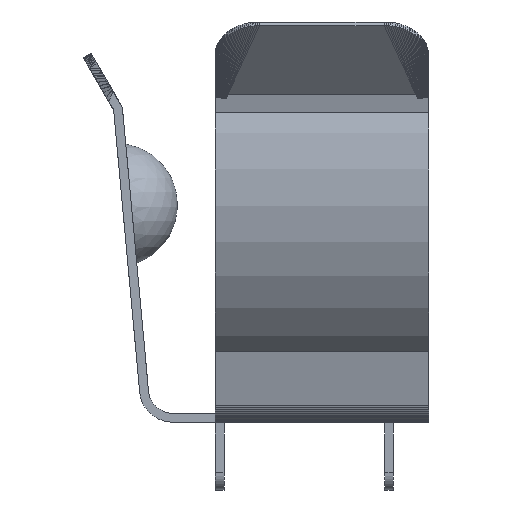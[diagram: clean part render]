
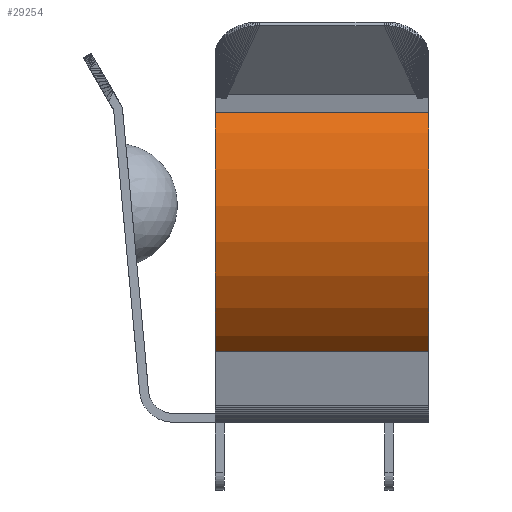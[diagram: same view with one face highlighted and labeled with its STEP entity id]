
A CAD part, left-side view. The second image highlights one B-rep face of the part: STEP entity #29254.
In plain terms, the highlighted cylindrical face has radius 9.55 mm (diameter 19.1 mm), a partial arc.
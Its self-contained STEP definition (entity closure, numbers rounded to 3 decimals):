
#29254 = ADVANCED_FACE('',(#29255),#29270,.T.);
#29255 = FACE_BOUND('',#29256,.T.);
#29256 = EDGE_LOOP('',(#29257,#29293,#29319,#29348));
#29257 = ORIENTED_EDGE('',*,*,#29258,.F.);
#29258 = EDGE_CURVE('',#29259,#29261,#29263,.T.);
#29259 = VERTEX_POINT('',#29260);
#29260 = CARTESIAN_POINT('',(-8.651,-1.78,14.546));
#29261 = VERTEX_POINT('',#29262);
#29262 = CARTESIAN_POINT('',(-5.626,-1.78,2.783));
#29263 = SURFACE_CURVE('',#29264,(#29269,#29281),.PCURVE_S1.);
#29264 = CIRCLE('',#29265,9.55);
#29265 = AXIS2_PLACEMENT_3D('',#29266,#29267,#29268);
#29266 = CARTESIAN_POINT('',(0.,-1.78,10.5));
#29267 = DIRECTION('',(0.,-1.,0.));
#29268 = DIRECTION('',(1.,0.,0.));
#29269 = PCURVE('',#29270,#29275);
#29270 = CYLINDRICAL_SURFACE('',#29271,9.55);
#29271 = AXIS2_PLACEMENT_3D('',#29272,#29273,#29274);
#29272 = CARTESIAN_POINT('',(0.,7.82,10.5));
#29273 = DIRECTION('',(0.,-1.,0.));
#29274 = DIRECTION('',(1.,0.,0.));
#29275 = DEFINITIONAL_REPRESENTATION('',(#29276),#29280);
#29276 = LINE('',#29277,#29278);
#29277 = CARTESIAN_POINT('',(0.,9.6));
#29278 = VECTOR('',#29279,1.);
#29279 = DIRECTION('',(1.,0.));
#29280 = ( GEOMETRIC_REPRESENTATION_CONTEXT(2) 
PARAMETRIC_REPRESENTATION_CONTEXT() REPRESENTATION_CONTEXT('2D SPACE',''
  ) );
#29281 = PCURVE('',#29282,#29287);
#29282 = PLANE('',#29283);
#29283 = AXIS2_PLACEMENT_3D('',#29284,#29285,#29286);
#29284 = CARTESIAN_POINT('',(0.,-1.78,10.5));
#29285 = DIRECTION('',(0.,-1.,0.));
#29286 = DIRECTION('',(1.,0.,0.));
#29287 = DEFINITIONAL_REPRESENTATION('',(#29288),#29292);
#29288 = CIRCLE('',#29289,9.55);
#29289 = AXIS2_PLACEMENT_2D('',#29290,#29291);
#29290 = CARTESIAN_POINT('',(0.,0.));
#29291 = DIRECTION('',(1.,0.));
#29292 = ( GEOMETRIC_REPRESENTATION_CONTEXT(2) 
PARAMETRIC_REPRESENTATION_CONTEXT() REPRESENTATION_CONTEXT('2D SPACE',''
  ) );
#29293 = ORIENTED_EDGE('',*,*,#29294,.F.);
#29294 = EDGE_CURVE('',#29295,#29259,#29297,.T.);
#29295 = VERTEX_POINT('',#29296);
#29296 = CARTESIAN_POINT('',(-8.651,7.82,14.546));
#29297 = SURFACE_CURVE('',#29298,(#29302,#29308),.PCURVE_S1.);
#29298 = LINE('',#29299,#29300);
#29299 = CARTESIAN_POINT('',(-8.651,7.82,14.546));
#29300 = VECTOR('',#29301,1.);
#29301 = DIRECTION('',(0.,-1.,0.));
#29302 = PCURVE('',#29270,#29303);
#29303 = DEFINITIONAL_REPRESENTATION('',(#29304),#29307);
#29304 = B_SPLINE_CURVE_WITH_KNOTS('',1,(#29305,#29306),.UNSPECIFIED.,
  .F.,.F.,(2,2),(0.,9.6),
  .PIECEWISE_BEZIER_KNOTS.);
#29305 = CARTESIAN_POINT('',(2.704,0.));
#29306 = CARTESIAN_POINT('',(2.704,9.6));
#29307 = ( GEOMETRIC_REPRESENTATION_CONTEXT(2) 
PARAMETRIC_REPRESENTATION_CONTEXT() REPRESENTATION_CONTEXT('2D SPACE',''
  ) );
#29308 = PCURVE('',#29309,#29314);
#29309 = PLANE('',#29310);
#29310 = AXIS2_PLACEMENT_3D('',#29311,#29312,#29313);
#29311 = CARTESIAN_POINT('',(-6.917,3.02,7.805));
#29312 = DIRECTION('',(-0.968,-0.,-0.249));
#29313 = DIRECTION('',(0.249,0.,-0.968));
#29314 = DEFINITIONAL_REPRESENTATION('',(#29315),#29318);
#29315 = B_SPLINE_CURVE_WITH_KNOTS('',1,(#29316,#29317),.UNSPECIFIED.,
  .F.,.F.,(2,2),(0.,9.6),
  .PIECEWISE_BEZIER_KNOTS.);
#29316 = CARTESIAN_POINT('',(-6.96,-4.8));
#29317 = CARTESIAN_POINT('',(-6.96,4.8));
#29318 = ( GEOMETRIC_REPRESENTATION_CONTEXT(2) 
PARAMETRIC_REPRESENTATION_CONTEXT() REPRESENTATION_CONTEXT('2D SPACE',''
  ) );
#29319 = ORIENTED_EDGE('',*,*,#29320,.T.);
#29320 = EDGE_CURVE('',#29295,#29321,#29323,.T.);
#29321 = VERTEX_POINT('',#29322);
#29322 = CARTESIAN_POINT('',(-5.626,7.82,2.783));
#29323 = SURFACE_CURVE('',#29324,(#29329,#29336),.PCURVE_S1.);
#29324 = CIRCLE('',#29325,9.55);
#29325 = AXIS2_PLACEMENT_3D('',#29326,#29327,#29328);
#29326 = CARTESIAN_POINT('',(0.,7.82,10.5));
#29327 = DIRECTION('',(0.,-1.,0.));
#29328 = DIRECTION('',(1.,0.,0.));
#29329 = PCURVE('',#29270,#29330);
#29330 = DEFINITIONAL_REPRESENTATION('',(#29331),#29335);
#29331 = LINE('',#29332,#29333);
#29332 = CARTESIAN_POINT('',(0.,0.));
#29333 = VECTOR('',#29334,1.);
#29334 = DIRECTION('',(1.,0.));
#29335 = ( GEOMETRIC_REPRESENTATION_CONTEXT(2) 
PARAMETRIC_REPRESENTATION_CONTEXT() REPRESENTATION_CONTEXT('2D SPACE',''
  ) );
#29336 = PCURVE('',#29337,#29342);
#29337 = PLANE('',#29338);
#29338 = AXIS2_PLACEMENT_3D('',#29339,#29340,#29341);
#29339 = CARTESIAN_POINT('',(0.,7.82,10.5));
#29340 = DIRECTION('',(0.,-1.,0.));
#29341 = DIRECTION('',(1.,0.,0.));
#29342 = DEFINITIONAL_REPRESENTATION('',(#29343),#29347);
#29343 = CIRCLE('',#29344,9.55);
#29344 = AXIS2_PLACEMENT_2D('',#29345,#29346);
#29345 = CARTESIAN_POINT('',(0.,0.));
#29346 = DIRECTION('',(1.,0.));
#29347 = ( GEOMETRIC_REPRESENTATION_CONTEXT(2) 
PARAMETRIC_REPRESENTATION_CONTEXT() REPRESENTATION_CONTEXT('2D SPACE',''
  ) );
#29348 = ORIENTED_EDGE('',*,*,#29349,.T.);
#29349 = EDGE_CURVE('',#29321,#29261,#29350,.T.);
#29350 = SURFACE_CURVE('',#29351,(#29355,#29361),.PCURVE_S1.);
#29351 = LINE('',#29352,#29353);
#29352 = CARTESIAN_POINT('',(-5.626,7.82,2.783));
#29353 = VECTOR('',#29354,1.);
#29354 = DIRECTION('',(0.,-1.,0.));
#29355 = PCURVE('',#29270,#29356);
#29356 = DEFINITIONAL_REPRESENTATION('',(#29357),#29360);
#29357 = B_SPLINE_CURVE_WITH_KNOTS('',1,(#29358,#29359),.UNSPECIFIED.,
  .F.,.F.,(2,2),(0.,9.6),
  .PIECEWISE_BEZIER_KNOTS.);
#29358 = CARTESIAN_POINT('',(4.082,0.));
#29359 = CARTESIAN_POINT('',(4.082,9.6));
#29360 = ( GEOMETRIC_REPRESENTATION_CONTEXT(2) 
PARAMETRIC_REPRESENTATION_CONTEXT() REPRESENTATION_CONTEXT('2D SPACE',''
  ) );
#29361 = PCURVE('',#29362,#29367);
#29362 = PLANE('',#29363);
#29363 = AXIS2_PLACEMENT_3D('',#29364,#29365,#29366);
#29364 = CARTESIAN_POINT('',(-6.917,3.02,7.805));
#29365 = DIRECTION('',(-0.968,-0.,-0.249));
#29366 = DIRECTION('',(0.249,0.,-0.968));
#29367 = DEFINITIONAL_REPRESENTATION('',(#29368),#29371);
#29368 = B_SPLINE_CURVE_WITH_KNOTS('',1,(#29369,#29370),.UNSPECIFIED.,
  .F.,.F.,(2,2),(0.,9.6),
  .PIECEWISE_BEZIER_KNOTS.);
#29369 = CARTESIAN_POINT('',(5.185,-4.8));
#29370 = CARTESIAN_POINT('',(5.185,4.8));
#29371 = ( GEOMETRIC_REPRESENTATION_CONTEXT(2) 
PARAMETRIC_REPRESENTATION_CONTEXT() REPRESENTATION_CONTEXT('2D SPACE',''
  ) );
